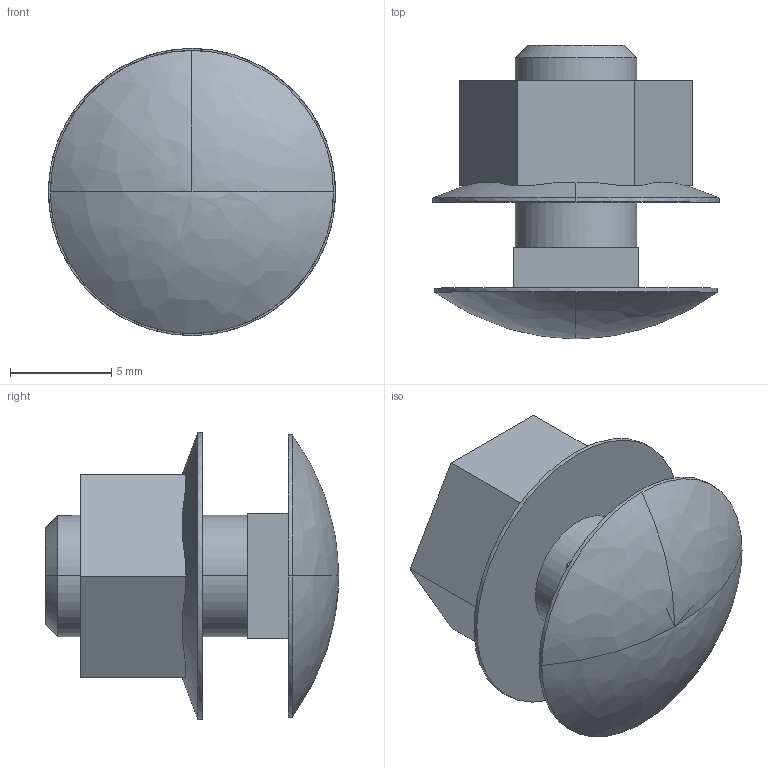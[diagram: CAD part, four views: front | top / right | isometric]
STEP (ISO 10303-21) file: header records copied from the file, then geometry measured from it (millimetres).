
FILE_DESCRIPTION(/* description */ (''),/* implementation_level */ '2;1');
FILE_NAME(/* name */ '6406138',/* time_stamp */ '2015-02-06T09:03:53+01:00',/* author */ (''),/* organization */ (''),/* preprocessor_version */ 'ST-DEVELOPER v15',/* originating_system */ '',/* authorisation */ '');
FILE_SCHEMA (('CONFIG_CONTROL_DESIGN'));
Length unit declared in the file: millimetre
Products named in the file (2): Document; Block 02
Assembly tree (1 placements, depth 2):
  Document
    Block 02
Bounding box: 14.19 x 14.5 x 14.2 mm (x, y, z)
Volume: 1018.1 mm3; surface area: 1120.4 mm2
Topology: 2 solids, 2 shells, 41 faces, 97 edges, 60 vertices
Faces by surface type: plane 22, bspline 19
Entity records: 1808 total; most frequent: CARTESIAN_POINT 1021, ORIENTED_EDGE 188, EDGE_CURVE 94, B_SPLINE_CURVE_WITH_KNOTS 60, VERTEX_POINT 60, EDGE_LOOP 46, ADVANCED_FACE 41, FACE_OUTER_BOUND 41
